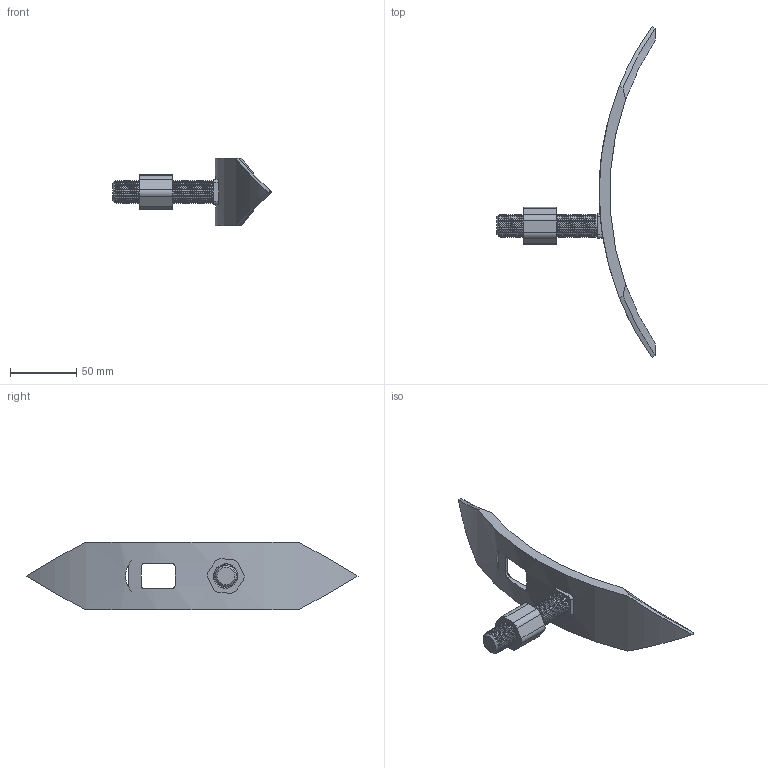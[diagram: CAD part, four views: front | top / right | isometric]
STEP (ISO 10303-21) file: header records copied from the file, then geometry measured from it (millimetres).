
FILE_DESCRIPTION(/* description */ (''),/* implementation_level */ '2;1');
FILE_NAME(/* name */ 'PlowAssemblyFinal v3.step',/* time_stamp */ '2025-04-28T12:02:44-04:00',/* author */ (''),/* organization */ (''),/* preprocessor_version */ 'ST-DEVELOPER v20.1',/* originating_system */ 'Autodesk Translation Framework v14.4.0.0',/* authorisation */ '');
FILE_SCHEMA (('AUTOMOTIVE_DESIGN { 1 0 10303 214 3 1 1 }'));
Length unit declared in the file: inch
Products named in the file (4): PlowAssemblyFinal; 17inchspike; EllipticalBolt; EllipticalNut
Assembly tree (3 placements, depth 2):
  PlowAssemblyFinal
    17inchspike
    EllipticalBolt
    EllipticalNut
Bounding box: 119.49 x 249.99 x 50.8 mm (x, y, z)
Volume: 97922.1 mm3; surface area: 39601.5 mm2
Topology: 4 solids, 4 shells, 220 faces, 620 edges, 410 vertices
Faces by surface type: cylinder 166, plane 39, bspline 8, cone 7
Full cylindrical faces by diameter (mm): 15.875 x67, 17.403 x67, 38.1 x1
Entity records: 25248 total; most frequent: CARTESIAN_POINT 20214, ORIENTED_EDGE 1240, DIRECTION 809, EDGE_CURVE 620, VERTEX_POINT 410, AXIS2_PLACEMENT_3D 285, LINE 239, VECTOR 239
